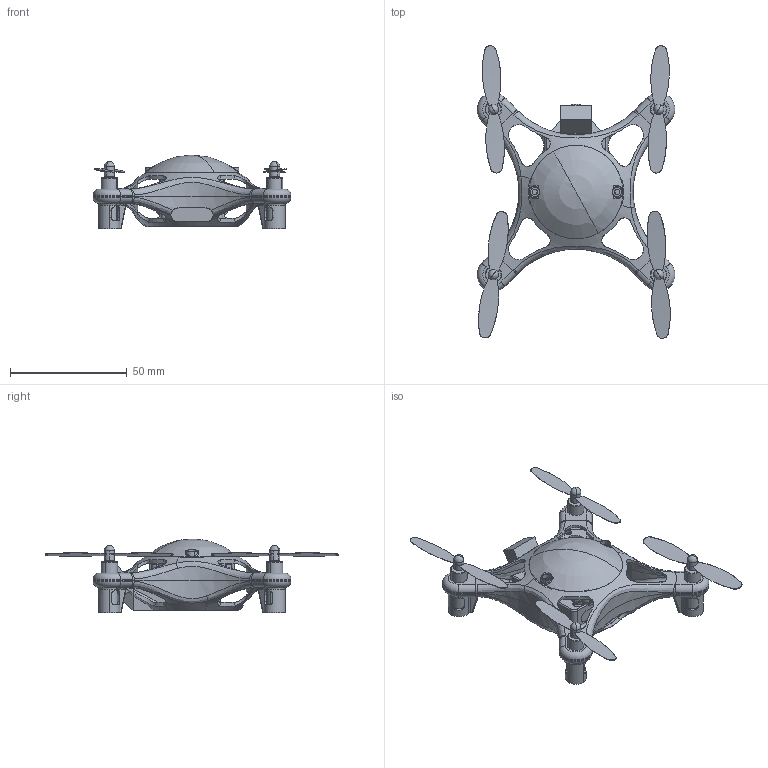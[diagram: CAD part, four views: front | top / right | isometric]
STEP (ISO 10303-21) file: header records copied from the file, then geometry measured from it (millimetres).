
FILE_DESCRIPTION(('CATIA V5 STEP Exchange'),'2;1');
FILE_NAME('M-DNT-MINI-QUAD.stp','2015-04-09T12:41:33+00:00',('none'),('none'),'CATIA Version 5 Release 18 SP 8 (IN-10)','CATIA V5 STEP AP203','none');
FILE_SCHEMA(('CONFIG_CONTROL_DESIGN'));
Length unit declared in the file: millimetre
Products named in the file (1): UFO-H107_MD7
Assembly tree (16 placements, depth 2):
  UFO-H107_MD7
    #56
    #8891
    #25455
    #27543  x2
    #27660  x4
    #27993
    #28430
    #29072
    #29895  x2
    #30757  x2
Bounding box: 84.66 x 125.13 x 31.64 mm (x, y, z)
Volume: 31591.9 mm3; surface area: 35902.9 mm2
Topology: 16 solids, 22 shells, 891 faces, 2296 edges, 1438 vertices
Faces by surface type: cylinder 444, plane 237, bspline 98, torus 84, sphere 28
Entity records: 31610 total; most frequent: CARTESIAN_POINT 14274, ORIENTED_EDGE 4110, DIRECTION 2469, EDGE_CURVE 2064, VERTEX_POINT 1302, AXIS2_PLACEMENT_3D 1167, EDGE_LOOP 872, ADVANCED_FACE 793
